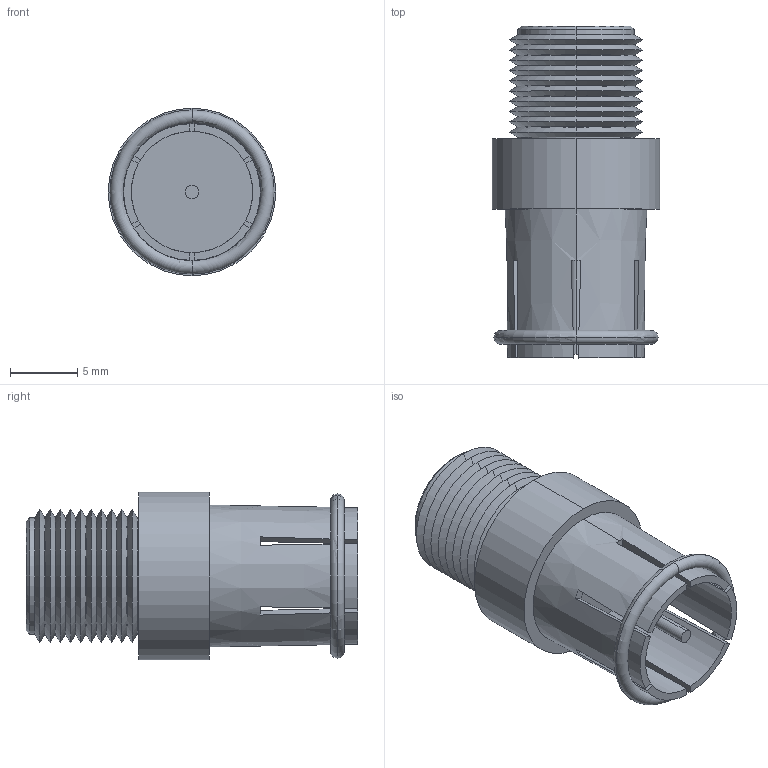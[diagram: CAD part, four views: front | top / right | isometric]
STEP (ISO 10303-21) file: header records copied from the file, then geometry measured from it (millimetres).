
FILE_DESCRIPTION (( 'STEP AP203' ), '1' );
FILE_NAME ('BA124.STEP', '2006-06-30T19:24:15', ( ' ' ), ( ' ' ), 'SwSTEP 2.0', 'SolidWorks 2005354', '' );
FILE_SCHEMA (( 'CONFIG_CONTROL_DESIGN' ));
Length unit declared in the file: inch
Products named in the file (1): BA124
Bounding box: 12.45 x 24.64 x 12.45 mm (x, y, z)
Volume: 1464.1 mm3; surface area: 1693.7 mm2
Topology: 1 solids, 1 shells, 117 faces, 300 edges, 178 vertices
Faces by surface type: cone 50, cylinder 32, plane 31, torus 4
Entity records: 3653 total; most frequent: CARTESIAN_POINT 776, DIRECTION 616, ORIENTED_EDGE 600, EDGE_CURVE 300, AXIS2_PLACEMENT_3D 258, VERTEX_POINT 178, CIRCLE 140, EDGE_LOOP 122
